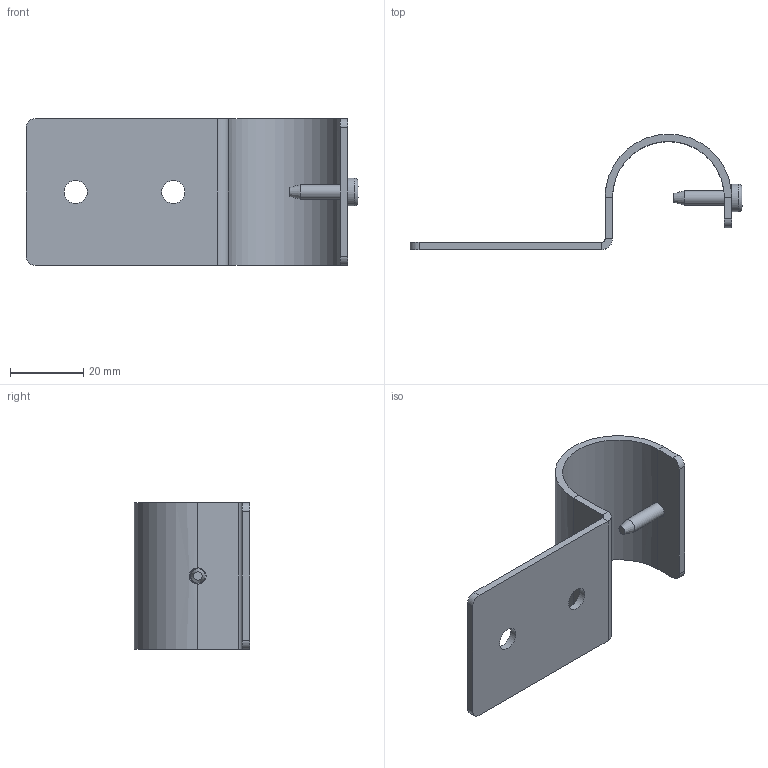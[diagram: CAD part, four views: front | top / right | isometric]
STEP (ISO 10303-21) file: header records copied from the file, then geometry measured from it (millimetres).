
FILE_DESCRIPTION(/* description */ ('KriTec Tischplatteneinhängung Lasche D30'),/* implementation_level */ '2;1');
FILE_NAME(/* name */ '22116_KriTec_Tischplatteneinhaengung_Lasche_D30.stp',/* time_stamp */ '2021-01-14T09:20:21+01:00',/* author */ ('jendrek'),/* organization */ (''),/* preprocessor_version */ 'ST-DEVELOPER v17',/* originating_system */ 'Autodesk Inventor 2018',/* authorisation */ '');
FILE_SCHEMA (('AUTOMOTIVE_DESIGN { 1 0 10303 214 3 1 1 }'));
Length unit declared in the file: millimetre
Products named in the file (3): 22116; 22116_1; 22116_2
Assembly tree (2 placements, depth 2):
  22116
    22116_1
    22116_2
Bounding box: 90.5 x 31.5 x 40 mm (x, y, z)
Volume: 10150.8 mm3; surface area: 11013.4 mm2
Topology: 2 solids, 2 shells, 167 faces, 416 edges, 256 vertices
Faces by surface type: plane 56, cylinder 50, bspline 35, torus 25, cone 1
Full cylindrical faces by diameter (mm): 3.9 x1, 6.3 x2, 7.5 x1
Entity records: 6777 total; most frequent: CARTESIAN_POINT 2824, ORIENTED_EDGE 832, DIRECTION 759, EDGE_CURVE 416, AXIS2_PLACEMENT_3D 275, VERTEX_POINT 256, LINE 209, VECTOR 209
